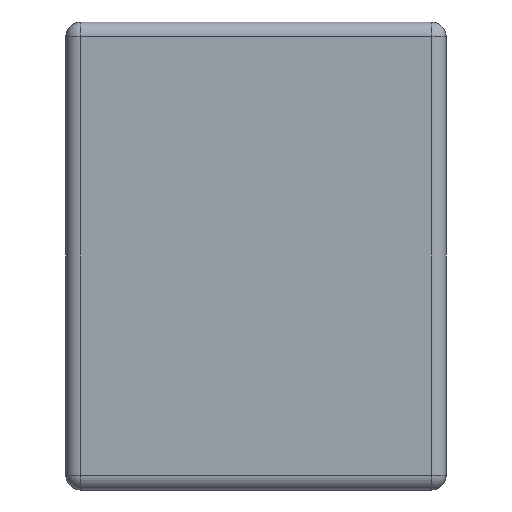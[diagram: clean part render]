
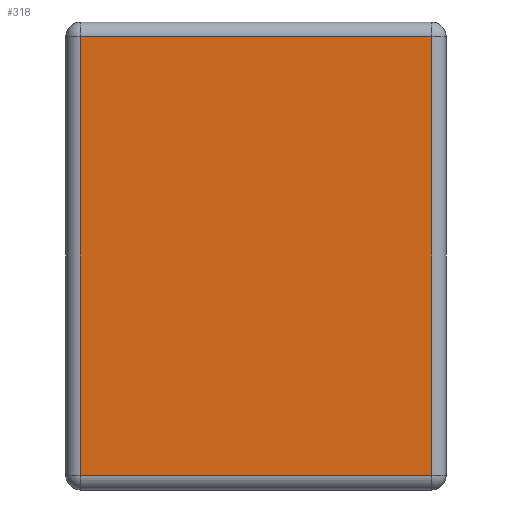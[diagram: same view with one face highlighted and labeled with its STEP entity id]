
A CAD part, left-side view. The second image highlights one B-rep face of the part: STEP entity #318.
In plain terms, the highlighted planar face has unit normal (-1, 0, 0).
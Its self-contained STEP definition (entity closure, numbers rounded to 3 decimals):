
#4 = ORIENTED_EDGE ( 'NONE', *, *, #578, .T. ) ;
#30 = CARTESIAN_POINT ( 'NONE',  ( -299., 250., 160. ) ) ;
#34 = CARTESIAN_POINT ( 'NONE',  ( -299., 250., 150. ) ) ;
#77 = LINE ( 'NONE', #30, #317 ) ;
#84 = CARTESIAN_POINT ( 'NONE',  ( -299., 250., -150. ) ) ;
#101 = DIRECTION ( 'NONE',  ( 0., 1., 0. ) ) ;
#104 = ORIENTED_EDGE ( 'NONE', *, *, #111, .T. ) ;
#111 = EDGE_CURVE ( 'NONE', #529, #475, #327, .T. ) ;
#134 = ORIENTED_EDGE ( 'NONE', *, *, #468, .T. ) ;
#177 = CARTESIAN_POINT ( 'NONE',  ( -299., 260., 160. ) ) ;
#195 = CARTESIAN_POINT ( 'NONE',  ( -299., 260., -150. ) ) ;
#216 = ORIENTED_EDGE ( 'NONE', *, *, #496, .T. ) ;
#224 = AXIS2_PLACEMENT_3D ( 'NONE', #177, #549, #342 ) ;
#242 = LINE ( 'NONE', #195, #675 ) ;
#264 = DIRECTION ( 'NONE',  ( 0., 0., 1. ) ) ;
#317 = VECTOR ( 'NONE', #566, 1000. ) ;
#318 = ADVANCED_FACE ( 'NONE', ( #457 ), #335, .F. ) ;
#327 = LINE ( 'NONE', #539, #404 ) ;
#335 = PLANE ( 'NONE',  #224 ) ;
#342 = DIRECTION ( 'NONE',  ( 0., 0., -1. ) ) ;
#343 = EDGE_LOOP ( 'NONE', ( #134, #104, #4, #216 ) ) ;
#354 = VECTOR ( 'NONE', #101, 1000. ) ;
#404 = VECTOR ( 'NONE', #264, 1000. ) ;
#421 = CARTESIAN_POINT ( 'NONE',  ( -299., 10., -150. ) ) ;
#424 = LINE ( 'NONE', #636, #354 ) ;
#457 = FACE_OUTER_BOUND ( 'NONE', #343, .T. ) ;
#468 = EDGE_CURVE ( 'NONE', #526, #529, #242, .T. ) ;
#475 = VERTEX_POINT ( 'NONE', #676 ) ;
#496 = EDGE_CURVE ( 'NONE', #674, #526, #77, .T. ) ;
#522 = DIRECTION ( 'NONE',  ( 0., -1., 0. ) ) ;
#526 = VERTEX_POINT ( 'NONE', #84 ) ;
#529 = VERTEX_POINT ( 'NONE', #421 ) ;
#539 = CARTESIAN_POINT ( 'NONE',  ( -299., 10., 160. ) ) ;
#549 = DIRECTION ( 'NONE',  ( 1., 0., 0. ) ) ;
#566 = DIRECTION ( 'NONE',  ( 0., 0., -1. ) ) ;
#578 = EDGE_CURVE ( 'NONE', #475, #674, #424, .T. ) ;
#636 = CARTESIAN_POINT ( 'NONE',  ( -299., 260., 150. ) ) ;
#674 = VERTEX_POINT ( 'NONE', #34 ) ;
#675 = VECTOR ( 'NONE', #522, 1000. ) ;
#676 = CARTESIAN_POINT ( 'NONE',  ( -299., 10., 150. ) ) ;
